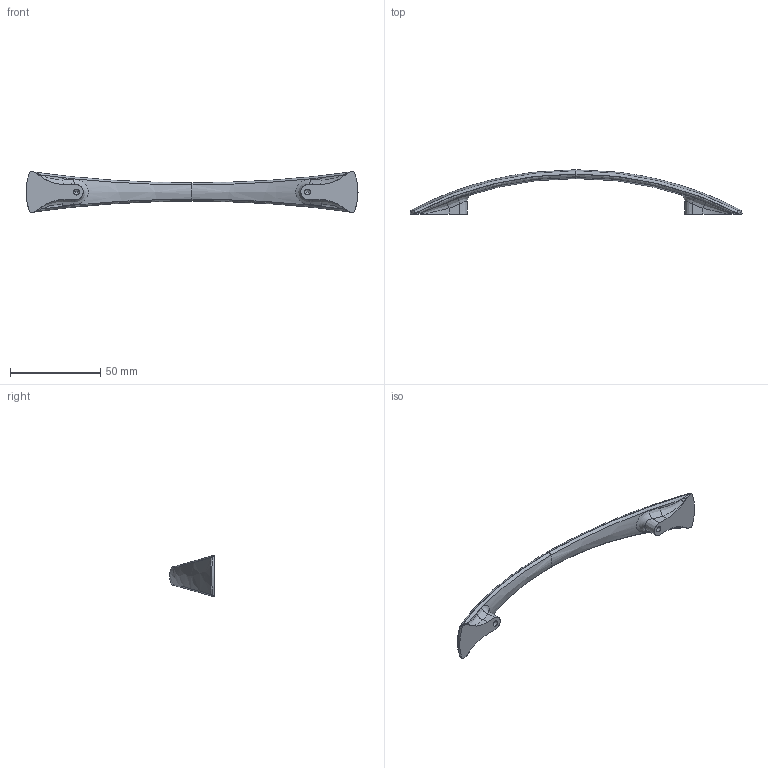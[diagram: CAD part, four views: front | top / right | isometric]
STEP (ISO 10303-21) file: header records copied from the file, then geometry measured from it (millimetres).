
FILE_DESCRIPTION(('Creo Elements/Direct Modeling STEP Export'),'2;1');
FILE_NAME('2200-184.stp','2019-01-10T 9:35:00',(''),(''),'Creo Elements/Direct Modeling STEP processor for AP214 (Solid Model)','Creo Elements/Direct Modeling 20.0 12-Nov-2016 (C) Parametric Technology GmbH','');
FILE_SCHEMA(('AUTOMOTIVE_DESIGN { 1 0 10303 214 1 1 1 1 }'));
Length unit declared in the file: millimetre
Products named in the file (2): 2200-184
Assembly tree (1 placements, depth 2):
  2200-184
    2200-184
Bounding box: 184 x 24.79 x 22.64 mm (x, y, z)
Volume: 13118.9 mm3; surface area: 7143.6 mm2
Topology: 1 solids, 1 shells, 76 faces, 181 edges, 107 vertices
Faces by surface type: bspline 44, extrusion 12, plane 8, cylinder 8, cone 4
Entity records: 19686 total; most frequent: CARTESIAN_POINT 18331, ORIENTED_EDGE 354, EDGE_CURVE 177, DIRECTION 116, VERTEX_POINT 107, B_SPLINE_CURVE_WITH_KNOTS 97, EDGE_LOOP 80, FACE_OUTER_BOUND 76
